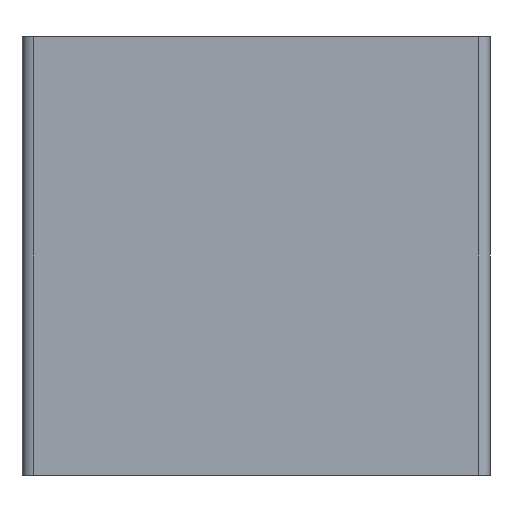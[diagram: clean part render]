
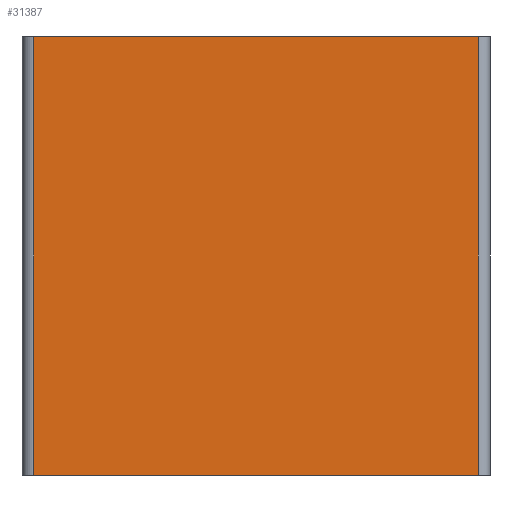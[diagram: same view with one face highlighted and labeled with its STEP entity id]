
A CAD part, front view. The second image highlights one B-rep face of the part: STEP entity #31387.
In plain terms, the highlighted planar face has unit normal (0, -1, 0).
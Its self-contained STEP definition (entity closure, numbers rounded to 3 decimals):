
#45 = PLANE('',#46);
#46 = AXIS2_PLACEMENT_3D('',#47,#48,#49);
#47 = CARTESIAN_POINT('',(80.,20.,0.));
#48 = DIRECTION('',(0.,0.,1.));
#49 = DIRECTION('',(1.,0.,-0.));
#102 = PLANE('',#103);
#103 = AXIS2_PLACEMENT_3D('',#104,#105,#106);
#104 = CARTESIAN_POINT('',(80.,20.,150.));
#105 = DIRECTION('',(0.,0.,1.));
#106 = DIRECTION('',(1.,0.,-0.));
#20489 = VERTEX_POINT('',#20490);
#20490 = CARTESIAN_POINT('',(156.,0.,0.));
#20505 = CYLINDRICAL_SURFACE('',#20506,4.);
#20506 = AXIS2_PLACEMENT_3D('',#20507,#20508,#20509);
#20507 = CARTESIAN_POINT('',(156.,4.,0.));
#20508 = DIRECTION('',(0.,0.,-1.));
#20509 = DIRECTION('',(0.,-1.,0.));
#20517 = EDGE_CURVE('',#20518,#20489,#20520,.T.);
#20518 = VERTEX_POINT('',#20519);
#20519 = CARTESIAN_POINT('',(4.,0.,0.));
#20520 = SURFACE_CURVE('',#20521,(#20525,#20532),.PCURVE_S1.);
#20521 = LINE('',#20522,#20523);
#20522 = CARTESIAN_POINT('',(4.,0.,0.));
#20523 = VECTOR('',#20524,1.);
#20524 = DIRECTION('',(1.,0.,0.));
#20525 = PCURVE('',#45,#20526);
#20526 = DEFINITIONAL_REPRESENTATION('',(#20527),#20531);
#20527 = LINE('',#20528,#20529);
#20528 = CARTESIAN_POINT('',(-76.,-20.));
#20529 = VECTOR('',#20530,1.);
#20530 = DIRECTION('',(1.,0.));
#20531 = ( GEOMETRIC_REPRESENTATION_CONTEXT(2) 
PARAMETRIC_REPRESENTATION_CONTEXT() REPRESENTATION_CONTEXT('2D SPACE',''
  ) );
#20532 = PCURVE('',#20533,#20538);
#20533 = PLANE('',#20534);
#20534 = AXIS2_PLACEMENT_3D('',#20535,#20536,#20537);
#20535 = CARTESIAN_POINT('',(156.,0.,0.));
#20536 = DIRECTION('',(0.,-1.,0.));
#20537 = DIRECTION('',(1.,0.,0.));
#20538 = DEFINITIONAL_REPRESENTATION('',(#20539),#20543);
#20539 = LINE('',#20540,#20541);
#20540 = CARTESIAN_POINT('',(-152.,0.));
#20541 = VECTOR('',#20542,1.);
#20542 = DIRECTION('',(1.,0.));
#20543 = ( GEOMETRIC_REPRESENTATION_CONTEXT(2) 
PARAMETRIC_REPRESENTATION_CONTEXT() REPRESENTATION_CONTEXT('2D SPACE',''
  ) );
#20562 = CYLINDRICAL_SURFACE('',#20563,4.);
#20563 = AXIS2_PLACEMENT_3D('',#20564,#20565,#20566);
#20564 = CARTESIAN_POINT('',(4.,4.,0.));
#20565 = DIRECTION('',(0.,0.,-1.));
#20566 = DIRECTION('',(-1.,0.,0.));
#31338 = VERTEX_POINT('',#31339);
#31339 = CARTESIAN_POINT('',(156.,0.,150.));
#31365 = EDGE_CURVE('',#20489,#31338,#31366,.T.);
#31366 = SURFACE_CURVE('',#31367,(#31371,#31378),.PCURVE_S1.);
#31367 = LINE('',#31368,#31369);
#31368 = CARTESIAN_POINT('',(156.,0.,0.));
#31369 = VECTOR('',#31370,1.);
#31370 = DIRECTION('',(0.,0.,1.));
#31371 = PCURVE('',#20505,#31372);
#31372 = DEFINITIONAL_REPRESENTATION('',(#31373),#31377);
#31373 = LINE('',#31374,#31375);
#31374 = CARTESIAN_POINT('',(6.283,0.));
#31375 = VECTOR('',#31376,1.);
#31376 = DIRECTION('',(0.,-1.));
#31377 = ( GEOMETRIC_REPRESENTATION_CONTEXT(2) 
PARAMETRIC_REPRESENTATION_CONTEXT() REPRESENTATION_CONTEXT('2D SPACE',''
  ) );
#31378 = PCURVE('',#20533,#31379);
#31379 = DEFINITIONAL_REPRESENTATION('',(#31380),#31384);
#31380 = LINE('',#31381,#31382);
#31381 = CARTESIAN_POINT('',(0.,0.));
#31382 = VECTOR('',#31383,1.);
#31383 = DIRECTION('',(0.,1.));
#31384 = ( GEOMETRIC_REPRESENTATION_CONTEXT(2) 
PARAMETRIC_REPRESENTATION_CONTEXT() REPRESENTATION_CONTEXT('2D SPACE',''
  ) );
#31387 = ADVANCED_FACE('',(#31388),#20533,.T.);
#31388 = FACE_BOUND('',#31389,.T.);
#31389 = EDGE_LOOP('',(#31390,#31413,#31434,#31435));
#31390 = ORIENTED_EDGE('',*,*,#31391,.T.);
#31391 = EDGE_CURVE('',#31338,#31392,#31394,.T.);
#31392 = VERTEX_POINT('',#31393);
#31393 = CARTESIAN_POINT('',(4.,0.,150.));
#31394 = SURFACE_CURVE('',#31395,(#31399,#31406),.PCURVE_S1.);
#31395 = LINE('',#31396,#31397);
#31396 = CARTESIAN_POINT('',(4.,0.,150.));
#31397 = VECTOR('',#31398,1.);
#31398 = DIRECTION('',(-1.,0.,0.));
#31399 = PCURVE('',#20533,#31400);
#31400 = DEFINITIONAL_REPRESENTATION('',(#31401),#31405);
#31401 = LINE('',#31402,#31403);
#31402 = CARTESIAN_POINT('',(-152.,150.));
#31403 = VECTOR('',#31404,1.);
#31404 = DIRECTION('',(-1.,0.));
#31405 = ( GEOMETRIC_REPRESENTATION_CONTEXT(2) 
PARAMETRIC_REPRESENTATION_CONTEXT() REPRESENTATION_CONTEXT('2D SPACE',''
  ) );
#31406 = PCURVE('',#102,#31407);
#31407 = DEFINITIONAL_REPRESENTATION('',(#31408),#31412);
#31408 = LINE('',#31409,#31410);
#31409 = CARTESIAN_POINT('',(-76.,-20.));
#31410 = VECTOR('',#31411,1.);
#31411 = DIRECTION('',(-1.,0.));
#31412 = ( GEOMETRIC_REPRESENTATION_CONTEXT(2) 
PARAMETRIC_REPRESENTATION_CONTEXT() REPRESENTATION_CONTEXT('2D SPACE',''
  ) );
#31413 = ORIENTED_EDGE('',*,*,#31414,.F.);
#31414 = EDGE_CURVE('',#20518,#31392,#31415,.T.);
#31415 = SURFACE_CURVE('',#31416,(#31420,#31427),.PCURVE_S1.);
#31416 = LINE('',#31417,#31418);
#31417 = CARTESIAN_POINT('',(4.,0.,0.));
#31418 = VECTOR('',#31419,1.);
#31419 = DIRECTION('',(0.,0.,1.));
#31420 = PCURVE('',#20533,#31421);
#31421 = DEFINITIONAL_REPRESENTATION('',(#31422),#31426);
#31422 = LINE('',#31423,#31424);
#31423 = CARTESIAN_POINT('',(-152.,0.));
#31424 = VECTOR('',#31425,1.);
#31425 = DIRECTION('',(0.,1.));
#31426 = ( GEOMETRIC_REPRESENTATION_CONTEXT(2) 
PARAMETRIC_REPRESENTATION_CONTEXT() REPRESENTATION_CONTEXT('2D SPACE',''
  ) );
#31427 = PCURVE('',#20562,#31428);
#31428 = DEFINITIONAL_REPRESENTATION('',(#31429),#31433);
#31429 = LINE('',#31430,#31431);
#31430 = CARTESIAN_POINT('',(4.712,0.));
#31431 = VECTOR('',#31432,1.);
#31432 = DIRECTION('',(0.,-1.));
#31433 = ( GEOMETRIC_REPRESENTATION_CONTEXT(2) 
PARAMETRIC_REPRESENTATION_CONTEXT() REPRESENTATION_CONTEXT('2D SPACE',''
  ) );
#31434 = ORIENTED_EDGE('',*,*,#20517,.T.);
#31435 = ORIENTED_EDGE('',*,*,#31365,.T.);
